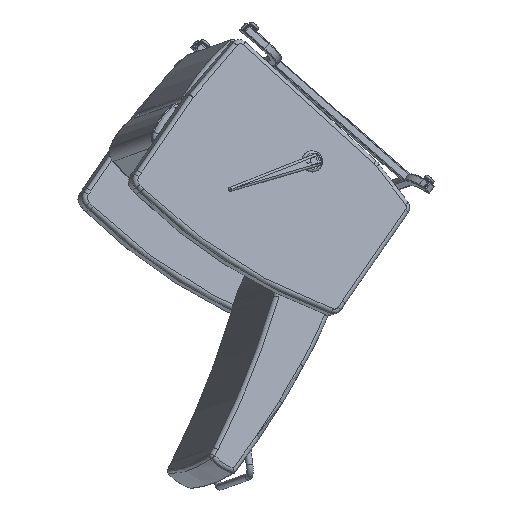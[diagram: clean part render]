
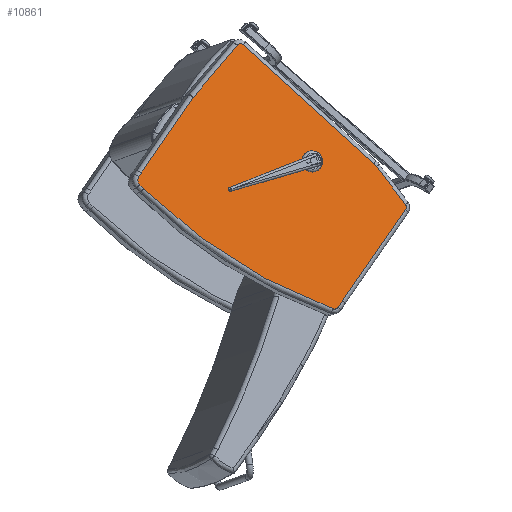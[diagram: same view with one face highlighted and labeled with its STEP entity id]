
A CAD part, left-side view. The second image highlights one B-rep face of the part: STEP entity #10861.
In plain terms, the highlighted face is planar.
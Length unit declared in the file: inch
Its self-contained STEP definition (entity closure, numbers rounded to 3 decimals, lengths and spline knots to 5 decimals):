
#914=CIRCLE('',#11929,59.75);
#918=CIRCLE('',#11935,0.5);
#920=CIRCLE('',#11939,2.5);
#923=CIRCLE('',#11943,0.5);
#927=CIRCLE('',#11948,0.5);
#930=CIRCLE('',#11953,59.75);
#932=CIRCLE('',#11955,0.5);
#933=CIRCLE('',#11958,0.75);
#1866=FACE_OUTER_BOUND('',#2572,.T.);
#2572=EDGE_LOOP('',(#8458,#8459,#8460,#8461,#8462,#8463,#8464,#8465,#8466,
#8467,#8468,#8469,#8470,#8471,#8472));
#3247=LINE('',#19805,#3972);
#3249=LINE('',#19836,#3974);
#3250=LINE('',#19852,#3975);
#3252=LINE('',#19871,#3977);
#3253=LINE('',#19896,#3978);
#3255=LINE('',#19913,#3980);
#3257=LINE('',#19932,#3982);
#3972=VECTOR('',#14176,0.3937);
#3974=VECTOR('',#14184,0.3937);
#3975=VECTOR('',#14193,0.3937);
#3977=VECTOR('',#14203,0.3937);
#3978=VECTOR('',#14214,0.3937);
#3980=VECTOR('',#14224,0.3937);
#3982=VECTOR('',#14238,0.3937);
#4859=VERTEX_POINT('',#19779);
#4860=VERTEX_POINT('',#19790);
#4861=VERTEX_POINT('',#19803);
#4862=VERTEX_POINT('',#19804);
#4865=VERTEX_POINT('',#19832);
#4866=VERTEX_POINT('',#19834);
#4867=VERTEX_POINT('',#19846);
#4868=VERTEX_POINT('',#19850);
#4869=VERTEX_POINT('',#19854);
#4871=VERTEX_POINT('',#19869);
#4873=VERTEX_POINT('',#19888);
#4875=VERTEX_POINT('',#19894);
#4877=VERTEX_POINT('',#19908);
#4878=VERTEX_POINT('',#19916);
#4879=VERTEX_POINT('',#19928);
#6122=EDGE_CURVE('',#4859,#4860,#914,.T.);
#6124=EDGE_CURVE('',#4861,#4862,#3247,.T.);
#6130=EDGE_CURVE('',#4866,#4865,#3249,.T.);
#6132=EDGE_CURVE('',#4867,#4866,#918,.T.);
#6134=EDGE_CURVE('',#4868,#4867,#3250,.T.);
#6136=EDGE_CURVE('',#4869,#4868,#920,.T.);
#6139=EDGE_CURVE('',#4871,#4869,#3252,.T.);
#6141=EDGE_CURVE('',#4873,#4871,#923,.T.);
#6144=EDGE_CURVE('',#4875,#4873,#3253,.T.);
#6147=EDGE_CURVE('',#4877,#4875,#927,.T.);
#6149=EDGE_CURVE('',#4862,#4877,#3255,.T.);
#6152=EDGE_CURVE('',#4878,#4859,#930,.T.);
#6154=EDGE_CURVE('',#4879,#4878,#932,.T.);
#6155=EDGE_CURVE('',#4865,#4879,#3257,.T.);
#6156=EDGE_CURVE('',#4860,#4861,#933,.T.);
#8458=ORIENTED_EDGE('',*,*,#6130,.F.);
#8459=ORIENTED_EDGE('',*,*,#6132,.F.);
#8460=ORIENTED_EDGE('',*,*,#6134,.F.);
#8461=ORIENTED_EDGE('',*,*,#6136,.F.);
#8462=ORIENTED_EDGE('',*,*,#6139,.F.);
#8463=ORIENTED_EDGE('',*,*,#6141,.F.);
#8464=ORIENTED_EDGE('',*,*,#6144,.F.);
#8465=ORIENTED_EDGE('',*,*,#6147,.F.);
#8466=ORIENTED_EDGE('',*,*,#6149,.F.);
#8467=ORIENTED_EDGE('',*,*,#6124,.F.);
#8468=ORIENTED_EDGE('',*,*,#6156,.F.);
#8469=ORIENTED_EDGE('',*,*,#6122,.F.);
#8470=ORIENTED_EDGE('',*,*,#6152,.F.);
#8471=ORIENTED_EDGE('',*,*,#6154,.F.);
#8472=ORIENTED_EDGE('',*,*,#6155,.F.);
#10360=PLANE('',#11964);
#10861=ADVANCED_FACE('',(#1866),#10360,.T.);
#11929=AXIS2_PLACEMENT_3D('',#19791,#14172,#14173);
#11935=AXIS2_PLACEMENT_3D('',#19848,#14187,#14188);
#11939=AXIS2_PLACEMENT_3D('',#19865,#14196,#14197);
#11943=AXIS2_PLACEMENT_3D('',#19890,#14206,#14207);
#11948=AXIS2_PLACEMENT_3D('',#19910,#14218,#14219);
#11953=AXIS2_PLACEMENT_3D('',#19918,#14230,#14231);
#11955=AXIS2_PLACEMENT_3D('',#19930,#14234,#14235);
#11958=AXIS2_PLACEMENT_3D('',#19934,#14241,#14242);
#11964=AXIS2_PLACEMENT_3D('',#19944,#14257,#14258);
#14172=DIRECTION('center_axis',(0.,0.,-1.));
#14173=DIRECTION('ref_axis',(0.05,0.999,0.));
#14176=DIRECTION('',(0.106,-0.994,0.));
#14184=DIRECTION('',(-0.106,0.994,0.));
#14187=DIRECTION('center_axis',(0.,0.,-1.));
#14188=DIRECTION('ref_axis',(-0.735,-0.679,0.));
#14193=DIRECTION('',(-0.983,0.184,0.));
#14196=DIRECTION('center_axis',(0.,0.,-1.));
#14197=DIRECTION('ref_axis',(-0.092,-0.996,0.));
#14203=DIRECTION('',(-1.,-0.001,0.));
#14206=DIRECTION('center_axis',(0.,0.,-1.));
#14207=DIRECTION('ref_axis',(0.712,-0.702,0.));
#14214=DIRECTION('',(0.014,-1.,0.));
#14218=DIRECTION('center_axis',(0.,0.,-1.));
#14219=DIRECTION('ref_axis',(0.998,0.062,0.));
#14224=DIRECTION('',(0.11,-0.994,0.));
#14230=DIRECTION('center_axis',(0.,0.,-1.));
#14231=DIRECTION('ref_axis',(-0.174,0.985,0.));
#14234=DIRECTION('center_axis',(0.,0.,-1.));
#14235=DIRECTION('ref_axis',(-0.859,0.512,0.));
#14238=DIRECTION('',(-0.106,0.994,0.));
#14241=DIRECTION('center_axis',(0.,0.,-1.));
#14242=DIRECTION('ref_axis',(0.669,0.743,0.));
#14257=DIRECTION('center_axis',(0.,0.,1.));
#14258=DIRECTION('ref_axis',(1.,0.,0.));
#19779=CARTESIAN_POINT('',(30.35305,-10.41044,3.));
#19790=CARTESIAN_POINT('',(30.96931,-10.4412,3.));
#19791=CARTESIAN_POINT('Origin',(27.68214,-70.10071,3.));
#19803=CARTESIAN_POINT('',(31.67349,-11.06456,3.));
#19804=CARTESIAN_POINT('',(31.72615,-11.55846,3.));
#19805=CARTESIAN_POINT('',(31.9615,-13.76578,3.));
#19832=CARTESIAN_POINT('',(5.07948,-16.22891,3.));
#19834=CARTESIAN_POINT('',(6.42687,-28.85763,3.));
#19836=CARTESIAN_POINT('',(5.95876,-24.47018,3.));
#19846=CARTESIAN_POINT('',(6.83187,-29.29602,3.));
#19848=CARTESIAN_POINT('Origin',(6.92405,-28.80459,3.));
#19850=CARTESIAN_POINT('',(12.11389,-30.28672,3.));
#19852=CARTESIAN_POINT('',(13.84383,-30.61119,3.));
#19854=CARTESIAN_POINT('',(12.57757,-30.32957,3.));
#19865=CARTESIAN_POINT('Origin',(12.57476,-27.82957,3.));
#19869=CARTESIAN_POINT('',(32.48755,-30.31847,3.));
#19871=CARTESIAN_POINT('',(25.75379,-30.32222,3.));
#19888=CARTESIAN_POINT('',(32.98722,-29.81165,3.));
#19890=CARTESIAN_POINT('Origin',(32.48727,-29.81847,3.));
#19894=CARTESIAN_POINT('',(32.88094,-22.0233,3.));
#19896=CARTESIAN_POINT('',(32.85178,-19.88638,3.));
#19908=CARTESIAN_POINT('',(32.87796,-21.97517,3.));
#19910=CARTESIAN_POINT('Origin',(32.38099,-22.03012,3.));
#19913=CARTESIAN_POINT('',(31.99514,-13.99111,3.));
#19916=CARTESIAN_POINT('',(5.29373,-14.84155,3.));
#19918=CARTESIAN_POINT('Origin',(27.98863,-70.11364,3.));
#19928=CARTESIAN_POINT('',(4.98646,-15.35712,3.));
#19930=CARTESIAN_POINT('Origin',(5.48364,-15.30407,3.));
#19932=CARTESIAN_POINT('',(5.24561,-17.78599,3.));
#19934=CARTESIAN_POINT('Origin',(30.93412,-11.19038,3.));
#19944=CARTESIAN_POINT('Origin',(18.,-18.,3.));
